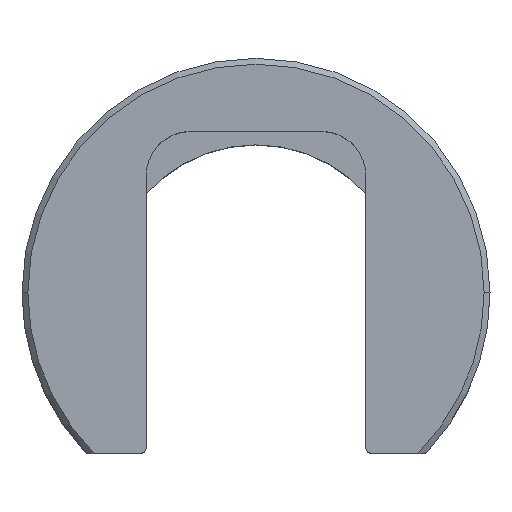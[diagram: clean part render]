
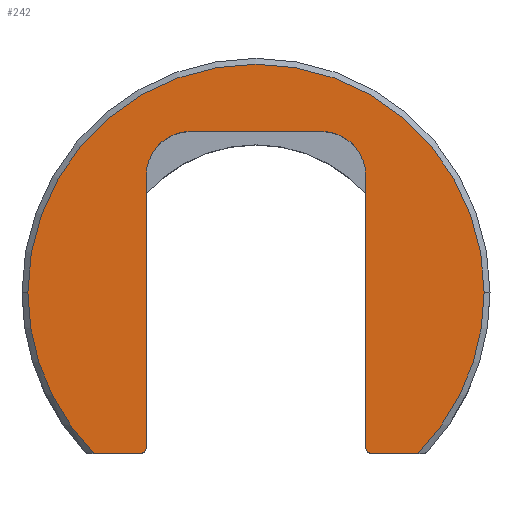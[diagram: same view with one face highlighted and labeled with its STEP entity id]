
A CAD part, top view. The second image highlights one B-rep face of the part: STEP entity #242.
In plain terms, the highlighted planar face has unit normal (0, 0, 1).
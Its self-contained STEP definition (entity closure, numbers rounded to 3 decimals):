
#9 = CARTESIAN_POINT ( 'NONE',  ( 7.8, 0., 4. ) ) ;
#30 = VERTEX_POINT ( 'NONE', #412 ) ;
#47 = VERTEX_POINT ( 'NONE', #262 ) ;
#56 = CARTESIAN_POINT ( 'NONE',  ( -3.75, -5.3, 4. ) ) ;
#65 = EDGE_CURVE ( 'NONE', #47, #573, #340, .T. ) ;
#76 = DIRECTION ( 'NONE',  ( 0., 0., -1. ) ) ;
#79 = CARTESIAN_POINT ( 'NONE',  ( 3.95, -5.3, 4. ) ) ;
#83 = VECTOR ( 'NONE', #369, 1000. ) ;
#86 = CARTESIAN_POINT ( 'NONE',  ( 0., 0., 4. ) ) ;
#87 = CARTESIAN_POINT ( 'NONE',  ( -3.75, 4., 4. ) ) ;
#108 = CARTESIAN_POINT ( 'NONE',  ( 3.75, 4., 4. ) ) ;
#109 = AXIS2_PLACEMENT_3D ( 'NONE', #309, #864, #730 ) ;
#122 = EDGE_LOOP ( 'NONE', ( #590, #192, #504, #562, #201, #475, #638, #759, #279, #346, #163, #413 ) ) ;
#163 = ORIENTED_EDGE ( 'NONE', *, *, #455, .F. ) ;
#184 = AXIS2_PLACEMENT_3D ( 'NONE', #264, #333, #397 ) ;
#192 = ORIENTED_EDGE ( 'NONE', *, *, #894, .T. ) ;
#199 = AXIS2_PLACEMENT_3D ( 'NONE', #86, #718, #661 ) ;
#201 = ORIENTED_EDGE ( 'NONE', *, *, #676, .F. ) ;
#207 = DIRECTION ( 'NONE',  ( -1., 0., 0. ) ) ;
#225 = CARTESIAN_POINT ( 'NONE',  ( 3.75, -5.3, 4. ) ) ;
#229 = FACE_OUTER_BOUND ( 'NONE', #122, .T. ) ;
#242 = ADVANCED_FACE ( 'NONE', ( #229 ), #767, .T. ) ;
#248 = DIRECTION ( 'NONE',  ( 1., 0., 0. ) ) ;
#251 = AXIS2_PLACEMENT_3D ( 'NONE', #736, #613, #256 ) ;
#254 = VECTOR ( 'NONE', #307, 1000. ) ;
#256 = DIRECTION ( 'NONE',  ( 1., 0., 0. ) ) ;
#262 = CARTESIAN_POINT ( 'NONE',  ( 5.531, -5.5, 4. ) ) ;
#264 = CARTESIAN_POINT ( 'NONE',  ( -3.95, -5.3, 4. ) ) ;
#265 = CARTESIAN_POINT ( 'NONE',  ( 0., -5.5, 4. ) ) ;
#279 = ORIENTED_EDGE ( 'NONE', *, *, #306, .F. ) ;
#288 = VERTEX_POINT ( 'NONE', #866 ) ;
#290 = EDGE_CURVE ( 'NONE', #527, #398, #512, .T. ) ;
#292 = DIRECTION ( 'NONE',  ( 1., 0., 0. ) ) ;
#296 = CIRCLE ( 'NONE', #199, 7.8 ) ;
#300 = VERTEX_POINT ( 'NONE', #225 ) ;
#306 = EDGE_CURVE ( 'NONE', #617, #288, #731, .T. ) ;
#307 = DIRECTION ( 'NONE',  ( -1., 0., 0. ) ) ;
#309 = CARTESIAN_POINT ( 'NONE',  ( 2.25, 4., 4. ) ) ;
#317 = CARTESIAN_POINT ( 'NONE',  ( -5.531, -5.5, 4. ) ) ;
#333 = DIRECTION ( 'NONE',  ( 0., 0., -1. ) ) ;
#340 = LINE ( 'NONE', #265, #887 ) ;
#346 = ORIENTED_EDGE ( 'NONE', *, *, #733, .F. ) ;
#369 = DIRECTION ( 'NONE',  ( -1., 0., 0. ) ) ;
#380 = DIRECTION ( 'NONE',  ( 0., 0., 1. ) ) ;
#394 = DIRECTION ( 'NONE',  ( -1., 0., 0. ) ) ;
#397 = DIRECTION ( 'NONE',  ( -1., 0., 0. ) ) ;
#398 = VERTEX_POINT ( 'NONE', #56 ) ;
#400 = CARTESIAN_POINT ( 'NONE',  ( -2.25, 4., 4. ) ) ;
#402 = AXIS2_PLACEMENT_3D ( 'NONE', #740, #672, #248 ) ;
#412 = CARTESIAN_POINT ( 'NONE',  ( -3.95, -5.5, 4. ) ) ;
#413 = ORIENTED_EDGE ( 'NONE', *, *, #614, .F. ) ;
#422 = VERTEX_POINT ( 'NONE', #530 ) ;
#433 = LINE ( 'NONE', #663, #83 ) ;
#444 = EDGE_CURVE ( 'NONE', #398, #30, #579, .T. ) ;
#455 = EDGE_CURVE ( 'NONE', #300, #422, #757, .T. ) ;
#459 = CIRCLE ( 'NONE', #402, 7.8 ) ;
#472 = DIRECTION ( 'NONE',  ( 0., 1., 0. ) ) ;
#475 = ORIENTED_EDGE ( 'NONE', *, *, #444, .F. ) ;
#494 = VERTEX_POINT ( 'NONE', #737 ) ;
#504 = ORIENTED_EDGE ( 'NONE', *, *, #681, .T. ) ;
#505 = CIRCLE ( 'NONE', #795, 1.5 ) ;
#512 = LINE ( 'NONE', #87, #902 ) ;
#522 = CARTESIAN_POINT ( 'NONE',  ( 0., 0., 4. ) ) ;
#527 = VERTEX_POINT ( 'NONE', #708 ) ;
#530 = CARTESIAN_POINT ( 'NONE',  ( 3.75, 4., 4. ) ) ;
#551 = VERTEX_POINT ( 'NONE', #9 ) ;
#557 = CARTESIAN_POINT ( 'NONE',  ( 3.95, -5.5, 4. ) ) ;
#562 = ORIENTED_EDGE ( 'NONE', *, *, #817, .T. ) ;
#573 = VERTEX_POINT ( 'NONE', #557 ) ;
#579 = CIRCLE ( 'NONE', #184, 0.2 ) ;
#590 = ORIENTED_EDGE ( 'NONE', *, *, #65, .F. ) ;
#595 = CARTESIAN_POINT ( 'NONE',  ( -2.25, 5.5, 4. ) ) ;
#613 = DIRECTION ( 'NONE',  ( 0., 0., 1. ) ) ;
#614 = EDGE_CURVE ( 'NONE', #573, #300, #825, .T. ) ;
#617 = VERTEX_POINT ( 'NONE', #641 ) ;
#638 = ORIENTED_EDGE ( 'NONE', *, *, #290, .F. ) ;
#641 = CARTESIAN_POINT ( 'NONE',  ( 2.25, 5.5, 4. ) ) ;
#661 = DIRECTION ( 'NONE',  ( 1., 0., 0. ) ) ;
#663 = CARTESIAN_POINT ( 'NONE',  ( -3.95, -5.5, 4. ) ) ;
#668 = DIRECTION ( 'NONE',  ( -1., 0., 0. ) ) ;
#672 = DIRECTION ( 'NONE',  ( 0., 0., 1. ) ) ;
#676 = EDGE_CURVE ( 'NONE', #30, #886, #433, .T. ) ;
#681 = EDGE_CURVE ( 'NONE', #551, #494, #296, .T. ) ;
#708 = CARTESIAN_POINT ( 'NONE',  ( -3.75, 4., 4. ) ) ;
#713 = CIRCLE ( 'NONE', #251, 7.8 ) ;
#718 = DIRECTION ( 'NONE',  ( 0., 0., 1. ) ) ;
#730 = DIRECTION ( 'NONE',  ( 1., 0., 0. ) ) ;
#731 = LINE ( 'NONE', #595, #254 ) ;
#733 = EDGE_CURVE ( 'NONE', #422, #617, #809, .T. ) ;
#736 = CARTESIAN_POINT ( 'NONE',  ( 0., 0., 4. ) ) ;
#737 = CARTESIAN_POINT ( 'NONE',  ( -7.8, 0., 4. ) ) ;
#740 = CARTESIAN_POINT ( 'NONE',  ( 0., 0., 4. ) ) ;
#757 = LINE ( 'NONE', #108, #841 ) ;
#759 = ORIENTED_EDGE ( 'NONE', *, *, #861, .F. ) ;
#767 = PLANE ( 'NONE',  #785 ) ;
#785 = AXIS2_PLACEMENT_3D ( 'NONE', #522, #380, #292 ) ;
#790 = DIRECTION ( 'NONE',  ( 0., -1., 0. ) ) ;
#795 = AXIS2_PLACEMENT_3D ( 'NONE', #400, #879, #668 ) ;
#809 = CIRCLE ( 'NONE', #109, 1.5 ) ;
#817 = EDGE_CURVE ( 'NONE', #494, #886, #713, .T. ) ;
#825 = CIRCLE ( 'NONE', #875, 0.2 ) ;
#841 = VECTOR ( 'NONE', #472, 1000. ) ;
#861 = EDGE_CURVE ( 'NONE', #288, #527, #505, .T. ) ;
#864 = DIRECTION ( 'NONE',  ( 0., 0., 1. ) ) ;
#866 = CARTESIAN_POINT ( 'NONE',  ( -2.25, 5.5, 4. ) ) ;
#875 = AXIS2_PLACEMENT_3D ( 'NONE', #79, #76, #207 ) ;
#879 = DIRECTION ( 'NONE',  ( 0., 0., 1. ) ) ;
#886 = VERTEX_POINT ( 'NONE', #317 ) ;
#887 = VECTOR ( 'NONE', #394, 1000. ) ;
#894 = EDGE_CURVE ( 'NONE', #47, #551, #459, .T. ) ;
#902 = VECTOR ( 'NONE', #790, 1000. ) ;
